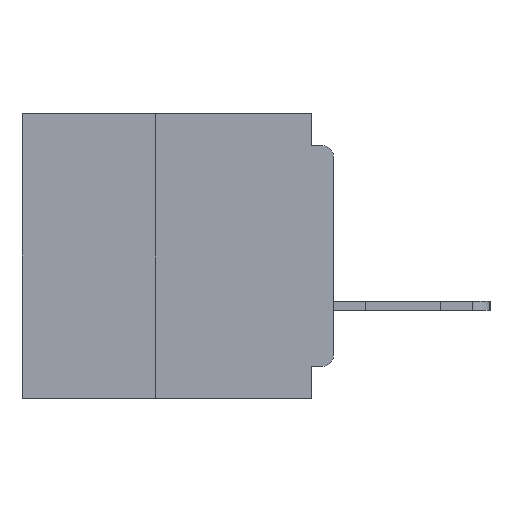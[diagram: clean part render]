
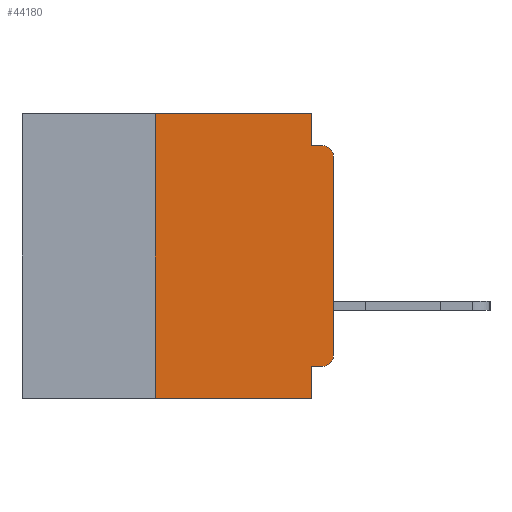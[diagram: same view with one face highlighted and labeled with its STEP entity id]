
A CAD part, left-side view. The second image highlights one B-rep face of the part: STEP entity #44180.
In plain terms, the highlighted planar face has unit normal (-1, 0, 0).
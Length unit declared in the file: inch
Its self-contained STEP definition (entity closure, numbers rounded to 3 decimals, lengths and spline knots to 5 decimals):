
#17 = DIRECTION ( 'NONE',  ( -1., 0., 0. ) ) ;
#447 = VECTOR ( 'NONE', #31728, 39.37008 ) ;
#1534 = CARTESIAN_POINT ( 'NONE',  ( 0., 0., -0.355 ) ) ;
#2520 = ORIENTED_EDGE ( 'NONE', *, *, #33935, .T. ) ;
#3134 = CARTESIAN_POINT ( 'NONE',  ( 0., 0.015, -0.34 ) ) ;
#3196 = VERTEX_POINT ( 'NONE', #33639 ) ;
#4147 = VECTOR ( 'NONE', #13885, 39.37008 ) ;
#4899 = VERTEX_POINT ( 'NONE', #45321 ) ;
#4981 = DIRECTION ( 'NONE',  ( 0., 0., -1. ) ) ;
#5558 = CARTESIAN_POINT ( 'NONE',  ( 0., 0.25, -0.4 ) ) ;
#6003 = VECTOR ( 'NONE', #16056, 39.37008 ) ;
#6931 = EDGE_CURVE ( 'NONE', #23846, #10036, #43655, .T. ) ;
#6935 = CARTESIAN_POINT ( 'NONE',  ( 0., 0.031, 0. ) ) ;
#7476 = DIRECTION ( 'NONE',  ( 0., 0., -1. ) ) ;
#7816 = EDGE_CURVE ( 'NONE', #9692, #11922, #32110, .T. ) ;
#8091 = LINE ( 'NONE', #6935, #18175 ) ;
#8767 = CIRCLE ( 'NONE', #35816, 0.015 ) ;
#9566 = CARTESIAN_POINT ( 'NONE',  ( 0., 0.25, -0.4 ) ) ;
#9692 = VERTEX_POINT ( 'NONE', #5558 ) ;
#10036 = VERTEX_POINT ( 'NONE', #25110 ) ;
#10882 = ORIENTED_EDGE ( 'NONE', *, *, #7816, .T. ) ;
#10954 = EDGE_CURVE ( 'NONE', #53611, #4899, #8091, .T. ) ;
#11246 = DIRECTION ( 'NONE',  ( 0., 0., -1. ) ) ;
#11716 = CARTESIAN_POINT ( 'NONE',  ( 0., 0.031, -0.4 ) ) ;
#11922 = VERTEX_POINT ( 'NONE', #18588 ) ;
#12213 = FACE_OUTER_BOUND ( 'NONE', #33714, .T. ) ;
#13885 = DIRECTION ( 'NONE',  ( 0., 0., 1. ) ) ;
#14536 = AXIS2_PLACEMENT_3D ( 'NONE', #39270, #30815, #4981 ) ;
#14673 = VECTOR ( 'NONE', #29359, 39.37008 ) ;
#16056 = DIRECTION ( 'NONE',  ( 0., 0., -1. ) ) ;
#18175 = VECTOR ( 'NONE', #11246, 39.37008 ) ;
#18318 = EDGE_CURVE ( 'NONE', #10036, #11922, #40403, .T. ) ;
#18588 = CARTESIAN_POINT ( 'NONE',  ( 0., 0.031, -0.4 ) ) ;
#19852 = AXIS2_PLACEMENT_3D ( 'NONE', #3134, #33305, #7476 ) ;
#20899 = ORIENTED_EDGE ( 'NONE', *, *, #32273, .F. ) ;
#21929 = LINE ( 'NONE', #52827, #37481 ) ;
#22144 = VERTEX_POINT ( 'NONE', #54849 ) ;
#22146 = VECTOR ( 'NONE', #28806, 39.37008 ) ;
#22295 = CIRCLE ( 'NONE', #19852, 0.015 ) ;
#22710 = DIRECTION ( 'NONE',  ( 0., -1., 0. ) ) ;
#23510 = LINE ( 'NONE', #54551, #22146 ) ;
#23846 = VERTEX_POINT ( 'NONE', #29445 ) ;
#24117 = CARTESIAN_POINT ( 'NONE',  ( 0., 0.25, 0. ) ) ;
#24644 = CARTESIAN_POINT ( 'NONE',  ( 0., 0.437, -0.4 ) ) ;
#25110 = CARTESIAN_POINT ( 'NONE',  ( 0., 0.031, -0.355 ) ) ;
#25915 = CARTESIAN_POINT ( 'NONE',  ( 0., 0.015, -0.06 ) ) ;
#28806 = DIRECTION ( 'NONE',  ( 0., -1., 0. ) ) ;
#29359 = DIRECTION ( 'NONE',  ( 0., 0., 1. ) ) ;
#29445 = CARTESIAN_POINT ( 'NONE',  ( 0., 0.015, -0.355 ) ) ;
#30240 = DIRECTION ( 'NONE',  ( 0., 0., -1. ) ) ;
#30753 = VECTOR ( 'NONE', #33332, 39.37008 ) ;
#30815 = DIRECTION ( 'NONE',  ( 1., 0., 0. ) ) ;
#31728 = DIRECTION ( 'NONE',  ( 0., 1., 0. ) ) ;
#31933 = VERTEX_POINT ( 'NONE', #24117 ) ;
#32110 = LINE ( 'NONE', #24644, #30753 ) ;
#32273 = EDGE_CURVE ( 'NONE', #9692, #31933, #38542, .T. ) ;
#32598 = EDGE_CURVE ( 'NONE', #23846, #39880, #22295, .T. ) ;
#32644 = CARTESIAN_POINT ( 'NONE',  ( 0., 0., -0.34 ) ) ;
#33305 = DIRECTION ( 'NONE',  ( -1., 0., 0. ) ) ;
#33332 = DIRECTION ( 'NONE',  ( 0., -1., 0. ) ) ;
#33639 = CARTESIAN_POINT ( 'NONE',  ( 0., 0., -0.06 ) ) ;
#33714 = EDGE_LOOP ( 'NONE', ( #49565, #2520, #53639, #48701, #37663, #20899, #10882, #55742, #46465, #36373 ) ) ;
#33935 = EDGE_CURVE ( 'NONE', #3196, #22144, #8767, .T. ) ;
#34927 = PLANE ( 'NONE',  #14536 ) ;
#35816 = AXIS2_PLACEMENT_3D ( 'NONE', #25915, #17, #30240 ) ;
#36373 = ORIENTED_EDGE ( 'NONE', *, *, #32598, .T. ) ;
#37481 = VECTOR ( 'NONE', #22710, 39.37008 ) ;
#37614 = LINE ( 'NONE', #55077, #14673 ) ;
#37663 = ORIENTED_EDGE ( 'NONE', *, *, #53845, .F. ) ;
#38542 = LINE ( 'NONE', #9566, #4147 ) ;
#39270 = CARTESIAN_POINT ( 'NONE',  ( 0., 0.437, 0. ) ) ;
#39880 = VERTEX_POINT ( 'NONE', #32644 ) ;
#40403 = LINE ( 'NONE', #11716, #6003 ) ;
#40859 = EDGE_CURVE ( 'NONE', #4899, #22144, #21929, .T. ) ;
#43655 = LINE ( 'NONE', #1534, #447 ) ;
#44180 = ADVANCED_FACE ( 'NONE', ( #12213 ), #34927, .F. ) ;
#45321 = CARTESIAN_POINT ( 'NONE',  ( 0., 0.031, -0.045 ) ) ;
#46465 = ORIENTED_EDGE ( 'NONE', *, *, #6931, .F. ) ;
#48376 = CARTESIAN_POINT ( 'NONE',  ( 0., 0.031, 0. ) ) ;
#48701 = ORIENTED_EDGE ( 'NONE', *, *, #10954, .F. ) ;
#49408 = EDGE_CURVE ( 'NONE', #39880, #3196, #37614, .T. ) ;
#49565 = ORIENTED_EDGE ( 'NONE', *, *, #49408, .T. ) ;
#52827 = CARTESIAN_POINT ( 'NONE',  ( 0., 0., -0.045 ) ) ;
#53611 = VERTEX_POINT ( 'NONE', #48376 ) ;
#53639 = ORIENTED_EDGE ( 'NONE', *, *, #40859, .F. ) ;
#53845 = EDGE_CURVE ( 'NONE', #31933, #53611, #23510, .T. ) ;
#54551 = CARTESIAN_POINT ( 'NONE',  ( 0., 0.437, 0. ) ) ;
#54849 = CARTESIAN_POINT ( 'NONE',  ( 0., 0.015, -0.045 ) ) ;
#55077 = CARTESIAN_POINT ( 'NONE',  ( 0., 0., 0. ) ) ;
#55742 = ORIENTED_EDGE ( 'NONE', *, *, #18318, .F. ) ;
